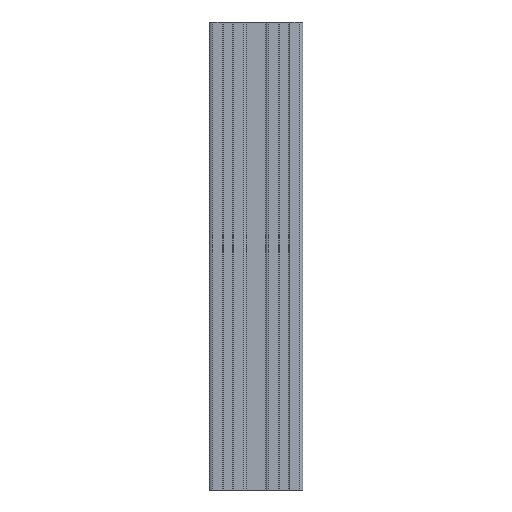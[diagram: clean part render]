
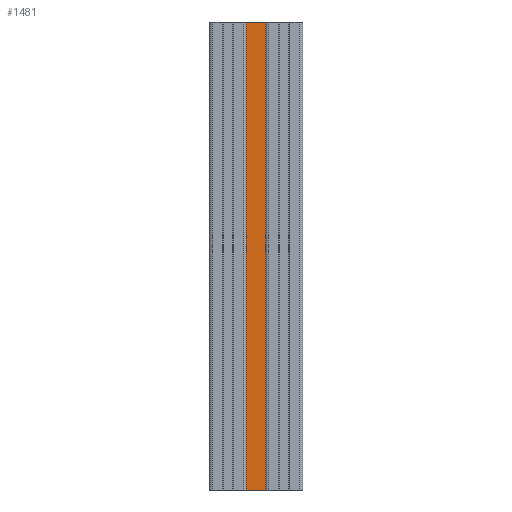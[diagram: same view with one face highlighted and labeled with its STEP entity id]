
A CAD part, left-side view. The second image highlights one B-rep face of the part: STEP entity #1481.
In plain terms, the highlighted planar face has unit normal (-1, 0, 0).
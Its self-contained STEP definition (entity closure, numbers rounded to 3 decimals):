
#15 = CARTESIAN_POINT ( 'NONE',  ( 1288.256, 513.609, 200. ) ) ;
#600 = EDGE_CURVE ( 'NONE', #1692, #5969, #10444, .T. ) ;
#676 = AXIS2_PLACEMENT_3D ( 'NONE', #11379, #12398, #6362 ) ;
#859 = DIRECTION ( 'NONE',  ( 0., 0., -1. ) ) ;
#1007 = ORIENTED_EDGE ( 'NONE', *, *, #11064, .F. ) ;
#1060 = VECTOR ( 'NONE', #7725, 1000. ) ;
#1481 = ADVANCED_FACE ( 'NONE', ( #7417 ), #4337, .F. ) ;
#1692 = VERTEX_POINT ( 'NONE', #4428 ) ;
#1880 = CARTESIAN_POINT ( 'NONE',  ( 1288.256, 501.994, 0. ) ) ;
#2038 = DIRECTION ( 'NONE',  ( 0., 0., -1. ) ) ;
#2056 = VECTOR ( 'NONE', #9260, 1000. ) ;
#2577 = CARTESIAN_POINT ( 'NONE',  ( 1288.256, 513.609, 0. ) ) ;
#2932 = EDGE_CURVE ( 'NONE', #10875, #4730, #4073, .T. ) ;
#3713 = CARTESIAN_POINT ( 'NONE',  ( 1288.256, 501.994, 200. ) ) ;
#4073 = LINE ( 'NONE', #12768, #1060 ) ;
#4337 = PLANE ( 'NONE',  #676 ) ;
#4428 = CARTESIAN_POINT ( 'NONE',  ( 1288.256, 513.609, 200. ) ) ;
#4730 = VERTEX_POINT ( 'NONE', #1880 ) ;
#4950 = VECTOR ( 'NONE', #859, 1000. ) ;
#5260 = LINE ( 'NONE', #5906, #4950 ) ;
#5906 = CARTESIAN_POINT ( 'NONE',  ( 1288.256, 501.994, 200. ) ) ;
#5969 = VERTEX_POINT ( 'NONE', #3713 ) ;
#6362 = DIRECTION ( 'NONE',  ( 0., 1., 0. ) ) ;
#6374 = VECTOR ( 'NONE', #2038, 1000. ) ;
#6606 = EDGE_LOOP ( 'NONE', ( #7228, #1007, #9646, #9301 ) ) ;
#7228 = ORIENTED_EDGE ( 'NONE', *, *, #2932, .T. ) ;
#7417 = FACE_OUTER_BOUND ( 'NONE', #6606, .T. ) ;
#7725 = DIRECTION ( 'NONE',  ( 0., -1., 0. ) ) ;
#8243 = CARTESIAN_POINT ( 'NONE',  ( 1288.256, 513.609, 200. ) ) ;
#9046 = LINE ( 'NONE', #15, #6374 ) ;
#9260 = DIRECTION ( 'NONE',  ( 0., -1., 0. ) ) ;
#9301 = ORIENTED_EDGE ( 'NONE', *, *, #11178, .T. ) ;
#9646 = ORIENTED_EDGE ( 'NONE', *, *, #600, .F. ) ;
#10444 = LINE ( 'NONE', #8243, #2056 ) ;
#10875 = VERTEX_POINT ( 'NONE', #2577 ) ;
#11064 = EDGE_CURVE ( 'NONE', #5969, #4730, #5260, .T. ) ;
#11178 = EDGE_CURVE ( 'NONE', #1692, #10875, #9046, .T. ) ;
#11379 = CARTESIAN_POINT ( 'NONE',  ( 1288.256, 507.802, 200. ) ) ;
#12398 = DIRECTION ( 'NONE',  ( 1., 0., 0. ) ) ;
#12768 = CARTESIAN_POINT ( 'NONE',  ( 1288.256, 507.802, 0. ) ) ;
